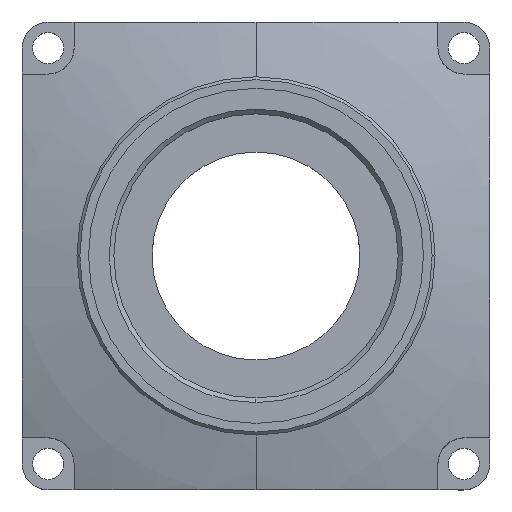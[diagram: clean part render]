
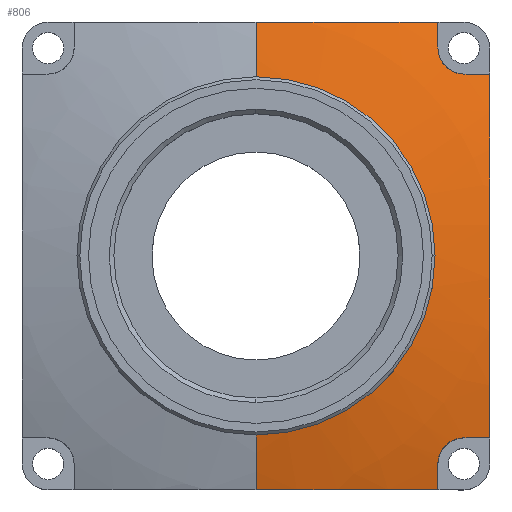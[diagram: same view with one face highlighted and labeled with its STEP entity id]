
A CAD part, top view. The second image highlights one B-rep face of the part: STEP entity #806.
In plain terms, the highlighted spherical face has radius 75.403 mm.
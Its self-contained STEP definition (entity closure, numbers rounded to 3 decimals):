
#19=SPHERICAL_SURFACE('',#10691,75.404);
#806=ADVANCED_FACE('',(#1231),#19,.T.);
#1231=FACE_OUTER_BOUND('',#1689,.F.);
#1689=EDGE_LOOP('',(#3118,#3119,#3120,#3121,#3122,#3123,#3124,#3125,#3126,
#3127,#3128,#3129,#3130));
#3118=ORIENTED_EDGE('',*,*,#7644,.T.);
#3119=ORIENTED_EDGE('',*,*,#6949,.F.);
#3120=ORIENTED_EDGE('',*,*,#6943,.F.);
#3121=ORIENTED_EDGE('',*,*,#6941,.T.);
#3122=ORIENTED_EDGE('',*,*,#6942,.F.);
#3123=ORIENTED_EDGE('',*,*,#6948,.F.);
#3124=ORIENTED_EDGE('',*,*,#6945,.F.);
#3125=ORIENTED_EDGE('',*,*,#6944,.T.);
#3126=ORIENTED_EDGE('',*,*,#6946,.F.);
#3127=ORIENTED_EDGE('',*,*,#6947,.F.);
#3128=ORIENTED_EDGE('',*,*,#7643,.T.);
#3129=ORIENTED_EDGE('',*,*,#6929,.F.);
#3130=ORIENTED_EDGE('',*,*,#6930,.F.);
#6485=B_SPLINE_CURVE_WITH_KNOTS('',3,(#13935,#13936,#13937,#13938,#13939,
#13940,#13941,#13942,#13943),.UNSPECIFIED.,.F.,.F.,(4,1,1,1,1,1,4),(0.,0.196,
0.334,0.5,0.666,0.804,
1.),.UNSPECIFIED.);
#6486=B_SPLINE_CURVE_WITH_KNOTS('',3,(#13944,#13945,#13946,#13947,#13948,
#13949),.UNSPECIFIED.,.F.,.F.,(4,1,1,4),(0.,0.389,0.611,
1.),.UNSPECIFIED.);
#6487=B_SPLINE_CURVE_WITH_KNOTS('',3,(#13950,#13951,#13952,#13953,#13954,
#13955),.UNSPECIFIED.,.F.,.F.,(4,1,1,4),(0.,0.389,0.611,
1.),.UNSPECIFIED.);
#6488=B_SPLINE_CURVE_WITH_KNOTS('',3,(#13956,#13957,#13958,#13959,#13960,
#13961,#13962,#13963,#13964),.UNSPECIFIED.,.F.,.F.,(4,1,1,1,1,1,4),(0.,0.196,
0.334,0.5,0.666,0.804,
1.),.UNSPECIFIED.);
#6489=B_SPLINE_CURVE_WITH_KNOTS('',3,(#13965,#13966,#13967,#13968,#13969,
#13970),.UNSPECIFIED.,.F.,.F.,(4,1,1,4),(0.,0.389,0.611,
1.),.UNSPECIFIED.);
#6490=B_SPLINE_CURVE_WITH_KNOTS('',3,(#13971,#13972,#13973,#13974,#13975,
#13976),.UNSPECIFIED.,.F.,.F.,(4,1,1,4),(0.,0.389,0.611,
1.),.UNSPECIFIED.);
#6491=B_SPLINE_CURVE_WITH_KNOTS('',3,(#13977,#13978,#13979,#13980,#13981,
#13982),.UNSPECIFIED.,.F.,.F.,(4,1,1,4),(0.,0.389,0.611,
1.),.UNSPECIFIED.);
#6492=B_SPLINE_CURVE_WITH_KNOTS('',3,(#13983,#13984,#13985,#13986,#13987,
#13988,#13989,#13990,#13991,#13992),.UNSPECIFIED.,.F.,.F.,(4,1,1,1,1,1,1,
4),(0.,0.167,0.286,0.429,0.571,
0.714,0.833,1.),.UNSPECIFIED.);
#6493=B_SPLINE_CURVE_WITH_KNOTS('',3,(#13993,#13994,#13995,#13996,#13997,
#13998),.UNSPECIFIED.,.F.,.F.,(4,1,1,4),(0.,0.389,0.611,
1.),.UNSPECIFIED.);
#6537=CIRCLE('',#10106,15.5);
#6538=CIRCLE('',#10107,15.5);
#6770=CIRCLE('',#10339,75.404);
#6771=CIRCLE('',#10340,75.404);
#6929=EDGE_CURVE('',#10051,#10052,#6537,.T.);
#6930=EDGE_CURVE('',#10053,#10051,#6538,.T.);
#6941=EDGE_CURVE('',#10034,#10033,#6485,.T.);
#6942=EDGE_CURVE('',#10032,#10033,#6486,.T.);
#6943=EDGE_CURVE('',#10034,#10031,#6487,.T.);
#6944=EDGE_CURVE('',#10030,#10029,#6488,.T.);
#6945=EDGE_CURVE('',#10030,#10028,#6489,.T.);
#6946=EDGE_CURVE('',#10027,#10029,#6490,.T.);
#6947=EDGE_CURVE('',#10026,#10027,#6491,.T.);
#6948=EDGE_CURVE('',#10028,#10032,#6492,.T.);
#6949=EDGE_CURVE('',#10031,#10025,#6493,.T.);
#7643=EDGE_CURVE('',#10026,#10052,#6770,.T.);
#7644=EDGE_CURVE('',#10053,#10025,#6771,.T.);
#10025=VERTEX_POINT('',#13861);
#10026=VERTEX_POINT('',#13862);
#10027=VERTEX_POINT('',#13863);
#10028=VERTEX_POINT('',#13864);
#10029=VERTEX_POINT('',#13865);
#10030=VERTEX_POINT('',#13866);
#10031=VERTEX_POINT('',#13867);
#10032=VERTEX_POINT('',#13868);
#10033=VERTEX_POINT('',#13869);
#10034=VERTEX_POINT('',#13870);
#10051=VERTEX_POINT('',#13887);
#10052=VERTEX_POINT('',#13888);
#10053=VERTEX_POINT('',#13889);
#10106=AXIS2_PLACEMENT_3D('',#13923,#10931,#10932);
#10107=AXIS2_PLACEMENT_3D('',#13924,#10933,#10934);
#10339=AXIS2_PLACEMENT_3D('',#15003,#11828,#11829);
#10340=AXIS2_PLACEMENT_3D('',#15004,#11830,#11831);
#10691=AXIS2_PLACEMENT_3D('',#15590,#12767,#12768);
#10931=DIRECTION('',(0.,0.,-1.));
#10932=DIRECTION('',(1.,0.,0.));
#10933=DIRECTION('',(0.,0.,-1.));
#10934=DIRECTION('',(0.,1.,0.));
#11828=DIRECTION('',(-1.,0.,0.));
#11829=DIRECTION('',(0.,-0.269,0.963));
#11830=DIRECTION('',(-1.,0.,0.));
#11831=DIRECTION('',(0.,0.206,0.979));
#12767=DIRECTION('',(0.,0.,1.));
#12768=DIRECTION('',(0.,-1.,0.));
#13861=CARTESIAN_POINT('',(0.,20.25,6.5));
#13862=CARTESIAN_POINT('',(0.,-20.25,6.5));
#13863=CARTESIAN_POINT('',(15.75,-20.25,4.772));
#13864=CARTESIAN_POINT('',(20.25,-15.75,4.772));
#13865=CARTESIAN_POINT('',(15.75,-18.,5.376));
#13866=CARTESIAN_POINT('',(18.,-15.75,5.376));
#13867=CARTESIAN_POINT('',(15.75,20.25,4.772));
#13868=CARTESIAN_POINT('',(20.25,15.75,4.772));
#13869=CARTESIAN_POINT('',(18.,15.75,5.376));
#13870=CARTESIAN_POINT('',(15.75,18.,5.376));
#13887=CARTESIAN_POINT('',(15.5,0.,7.66));
#13888=CARTESIAN_POINT('',(0.,-15.5,7.66));
#13889=CARTESIAN_POINT('',(0.,15.5,7.66));
#13923=CARTESIAN_POINT('',(0.,0.,7.66));
#13924=CARTESIAN_POINT('',(0.,0.,7.66));
#13935=CARTESIAN_POINT('',(15.75,18.,5.376));
#13936=CARTESIAN_POINT('',(15.75,17.774,5.433));
#13937=CARTESIAN_POINT('',(15.809,17.385,5.516));
#13938=CARTESIAN_POINT('',(16.047,16.839,5.593));
#13939=CARTESIAN_POINT('',(16.39,16.391,5.62));
#13940=CARTESIAN_POINT('',(16.839,16.047,5.593));
#13941=CARTESIAN_POINT('',(17.385,15.809,5.516));
#13942=CARTESIAN_POINT('',(17.774,15.749,5.433));
#13943=CARTESIAN_POINT('',(18.,15.75,5.376));
#13944=CARTESIAN_POINT('',(20.25,15.75,4.772));
#13945=CARTESIAN_POINT('',(19.96,15.75,4.855));
#13946=CARTESIAN_POINT('',(19.502,15.75,4.982));
#13947=CARTESIAN_POINT('',(18.752,15.75,5.184));
#13948=CARTESIAN_POINT('',(18.293,15.75,5.302));
#13949=CARTESIAN_POINT('',(18.,15.75,5.376));
#13950=CARTESIAN_POINT('',(15.75,18.,5.376));
#13951=CARTESIAN_POINT('',(15.75,18.293,5.302));
#13952=CARTESIAN_POINT('',(15.75,18.752,5.184));
#13953=CARTESIAN_POINT('',(15.75,19.502,4.982));
#13954=CARTESIAN_POINT('',(15.75,19.96,4.855));
#13955=CARTESIAN_POINT('',(15.75,20.25,4.772));
#13956=CARTESIAN_POINT('',(18.,-15.75,5.376));
#13957=CARTESIAN_POINT('',(17.774,-15.75,5.433));
#13958=CARTESIAN_POINT('',(17.385,-15.808,5.516));
#13959=CARTESIAN_POINT('',(16.839,-16.047,5.593));
#13960=CARTESIAN_POINT('',(16.391,-16.39,5.62));
#13961=CARTESIAN_POINT('',(16.047,-16.839,5.593));
#13962=CARTESIAN_POINT('',(15.809,-17.385,5.516));
#13963=CARTESIAN_POINT('',(15.749,-17.774,5.433));
#13964=CARTESIAN_POINT('',(15.75,-18.,5.376));
#13965=CARTESIAN_POINT('',(18.,-15.75,5.376));
#13966=CARTESIAN_POINT('',(18.293,-15.75,5.302));
#13967=CARTESIAN_POINT('',(18.752,-15.75,5.184));
#13968=CARTESIAN_POINT('',(19.502,-15.75,4.982));
#13969=CARTESIAN_POINT('',(19.96,-15.75,4.855));
#13970=CARTESIAN_POINT('',(20.25,-15.75,4.772));
#13971=CARTESIAN_POINT('',(15.75,-20.25,4.772));
#13972=CARTESIAN_POINT('',(15.75,-19.96,4.855));
#13973=CARTESIAN_POINT('',(15.75,-19.502,4.982));
#13974=CARTESIAN_POINT('',(15.75,-18.752,5.184));
#13975=CARTESIAN_POINT('',(15.75,-18.293,5.302));
#13976=CARTESIAN_POINT('',(15.75,-18.,5.376));
#13977=CARTESIAN_POINT('',(0.,-20.25,6.5));
#13978=CARTESIAN_POINT('',(2.058,-20.25,6.5));
#13979=CARTESIAN_POINT('',(5.292,-20.25,6.362));
#13980=CARTESIAN_POINT('',(10.555,-20.25,5.785));
#13981=CARTESIAN_POINT('',(13.741,-20.25,5.218));
#13982=CARTESIAN_POINT('',(15.75,-20.25,4.772));
#13983=CARTESIAN_POINT('',(20.25,-15.75,4.772));
#13984=CARTESIAN_POINT('',(20.25,-14.028,5.154));
#13985=CARTESIAN_POINT('',(20.25,-11.053,5.702));
#13986=CARTESIAN_POINT('',(20.25,-6.547,6.244));
#13987=CARTESIAN_POINT('',(20.25,-2.269,6.512));
#13988=CARTESIAN_POINT('',(20.25,2.269,6.512));
#13989=CARTESIAN_POINT('',(20.25,6.547,6.244));
#13990=CARTESIAN_POINT('',(20.25,11.053,5.702));
#13991=CARTESIAN_POINT('',(20.25,14.028,5.154));
#13992=CARTESIAN_POINT('',(20.25,15.75,4.772));
#13993=CARTESIAN_POINT('',(15.75,20.25,4.772));
#13994=CARTESIAN_POINT('',(13.741,20.25,5.218));
#13995=CARTESIAN_POINT('',(10.555,20.25,5.785));
#13996=CARTESIAN_POINT('',(5.292,20.25,6.362));
#13997=CARTESIAN_POINT('',(2.058,20.25,6.5));
#13998=CARTESIAN_POINT('',(0.,20.25,6.5));
#15003=CARTESIAN_POINT('',(0.,0.,-66.134));
#15004=CARTESIAN_POINT('',(0.,0.,-66.134));
#15590=CARTESIAN_POINT('',(0.,0.,-66.134));
